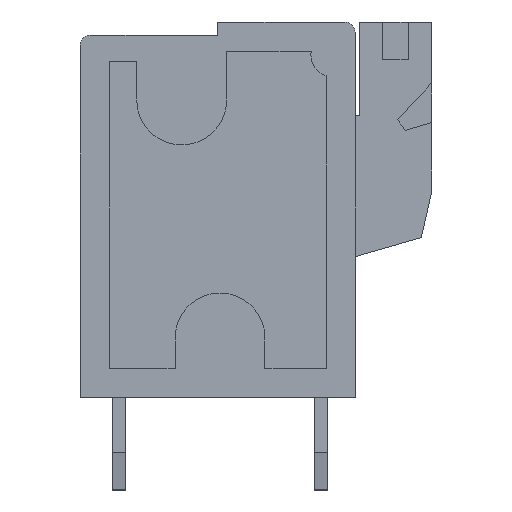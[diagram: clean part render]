
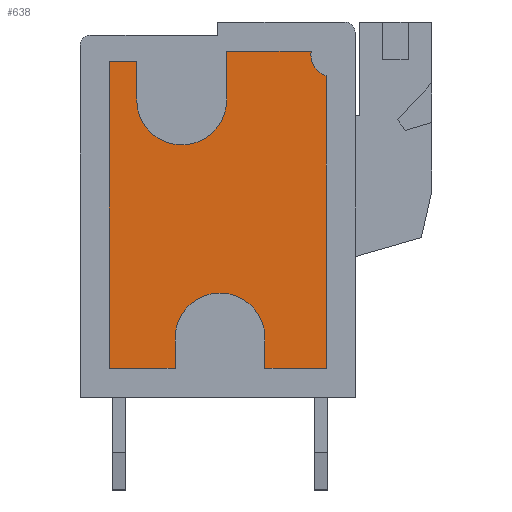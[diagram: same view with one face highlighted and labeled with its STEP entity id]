
A CAD part, left-side view. The second image highlights one B-rep face of the part: STEP entity #638.
In plain terms, the highlighted face is planar.
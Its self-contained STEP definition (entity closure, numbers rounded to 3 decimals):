
#638 = ADVANCED_FACE( '', ( #1244 ), #1245, .T. );
#1244 = FACE_OUTER_BOUND( '', #1871, .T. );
#1245 = PLANE( '', #1872 );
#1871 = EDGE_LOOP( '', ( #3163, #3164, #3165, #3166, #3167, #3168, #3169, #3170, #3171, #3172, #3173, #3174, #3175 ) );
#1872 = AXIS2_PLACEMENT_3D( '', #3176, #3177, #3178 );
#3163 = ORIENTED_EDGE( '', *, *, #4346, .F. );
#3164 = ORIENTED_EDGE( '', *, *, #4232, .F. );
#3165 = ORIENTED_EDGE( '', *, *, #4373, .F. );
#3166 = ORIENTED_EDGE( '', *, *, #4008, .F. );
#3167 = ORIENTED_EDGE( '', *, *, #4222, .F. );
#3168 = ORIENTED_EDGE( '', *, *, #4144, .F. );
#3169 = ORIENTED_EDGE( '', *, *, #4351, .F. );
#3170 = ORIENTED_EDGE( '', *, *, #4249, .F. );
#3171 = ORIENTED_EDGE( '', *, *, #4374, .F. );
#3172 = ORIENTED_EDGE( '', *, *, #4181, .F. );
#3173 = ORIENTED_EDGE( '', *, *, #4177, .F. );
#3174 = ORIENTED_EDGE( '', *, *, #4375, .F. );
#3175 = ORIENTED_EDGE( '', *, *, #4376, .F. );
#3176 = CARTESIAN_POINT( '', ( 0.54, -1.361, 4.15 ) );
#3177 = DIRECTION( '', ( 1., 0., 0. ) );
#3178 = DIRECTION( '', ( 0., 0., -1. ) );
#4008 = EDGE_CURVE( '', #4805, #4807, #4808, .T. );
#4144 = EDGE_CURVE( '', #5034, #5036, #5037, .T. );
#4177 = EDGE_CURVE( '', #5083, #5085, #5086, .T. );
#4181 = EDGE_CURVE( '', #5085, #5091, #5092, .T. );
#4222 = EDGE_CURVE( '', #5036, #4805, #5149, .T. );
#4232 = EDGE_CURVE( '', #5160, #5162, #5163, .T. );
#4249 = EDGE_CURVE( '', #5186, #5188, #5189, .T. );
#4346 = EDGE_CURVE( '', #5162, #5327, #5328, .T. );
#4351 = EDGE_CURVE( '', #5188, #5034, #5333, .T. );
#4373 = EDGE_CURVE( '', #4807, #5160, #5359, .T. );
#4374 = EDGE_CURVE( '', #5091, #5186, #5360, .T. );
#4375 = EDGE_CURVE( '', #5361, #5083, #5362, .T. );
#4376 = EDGE_CURVE( '', #5327, #5361, #5363, .T. );
#4805 = VERTEX_POINT( '', #5930 );
#4807 = VERTEX_POINT( '', #5933 );
#4808 = CIRCLE( '', #5934, 1.7 );
#5034 = VERTEX_POINT( '', #6256 );
#5036 = VERTEX_POINT( '', #6259 );
#5037 = LINE( '', #6260, #6261 );
#5083 = VERTEX_POINT( '', #6323 );
#5085 = VERTEX_POINT( '', #6326 );
#5086 = CIRCLE( '', #6327, 1.7 );
#5091 = VERTEX_POINT( '', #6334 );
#5092 = LINE( '', #6335, #6336 );
#5149 = LINE( '', #6418, #6419 );
#5160 = VERTEX_POINT( '', #6434 );
#5162 = VERTEX_POINT( '', #6437 );
#5163 = LINE( '', #6438, #6439 );
#5186 = VERTEX_POINT( '', #6472 );
#5188 = VERTEX_POINT( '', #6475 );
#5189 = CIRCLE( '', #6476, 0.825 );
#5327 = VERTEX_POINT( '', #6673 );
#5328 = LINE( '', #6674, #6675 );
#5333 = LINE( '', #6682, #6683 );
#5359 = LINE( '', #6722, #6723 );
#5360 = LINE( '', #6724, #6725 );
#5361 = VERTEX_POINT( '', #6726 );
#5362 = LINE( '', #6727, #6728 );
#5363 = LINE( '', #6729, #6730 );
#5930 = CARTESIAN_POINT( '', ( 0.54, 1.79, -4.85 ) );
#5933 = CARTESIAN_POINT( '', ( 0.54, -1.61, -4.85 ) );
#5934 = AXIS2_PLACEMENT_3D( '', #7105, #7106, #7107 );
#6256 = CARTESIAN_POINT( '', ( 0.54, 4.1, -6. ) );
#6259 = CARTESIAN_POINT( '', ( 0.54, 1.79, -6. ) );
#6260 = CARTESIAN_POINT( '', ( 0.54, 4.1, -6. ) );
#6261 = VECTOR( '', #7250, 1000. );
#6323 = CARTESIAN_POINT( '', ( 0.54, -3.061, 4.15 ) );
#6326 = CARTESIAN_POINT( '', ( 0.54, 0.339, 4.15 ) );
#6327 = AXIS2_PLACEMENT_3D( '', #7286, #7287, #7288 );
#6334 = CARTESIAN_POINT( '', ( 0.54, 0.339, 6. ) );
#6335 = CARTESIAN_POINT( '', ( 0.54, 0.339, 4.15 ) );
#6336 = VECTOR( '', #7291, 1000. );
#6418 = CARTESIAN_POINT( '', ( 0.54, 1.79, -6. ) );
#6419 = VECTOR( '', #7329, 1000. );
#6434 = CARTESIAN_POINT( '', ( 0.54, -1.61, -6. ) );
#6437 = CARTESIAN_POINT( '', ( 0.54, -4.1, -6. ) );
#6438 = CARTESIAN_POINT( '', ( 0.54, -1.61, -6. ) );
#6439 = VECTOR( '', #7338, 1000. );
#6472 = CARTESIAN_POINT( '', ( 0.54, 3.539, 6. ) );
#6475 = CARTESIAN_POINT( '', ( 0.54, 4.1, 5.064 ) );
#6476 = AXIS2_PLACEMENT_3D( '', #7353, #7354, #7355 );
#6673 = CARTESIAN_POINT( '', ( 0.54, -4.1, 5.6 ) );
#6674 = CARTESIAN_POINT( '', ( 0.54, -4.1, -6. ) );
#6675 = VECTOR( '', #7460, 1000. );
#6682 = CARTESIAN_POINT( '', ( 0.54, 4.1, 5.064 ) );
#6683 = VECTOR( '', #7463, 1000. );
#6722 = CARTESIAN_POINT( '', ( 0.54, -1.61, -4.85 ) );
#6723 = VECTOR( '', #7480, 1000. );
#6724 = CARTESIAN_POINT( '', ( 0.54, 0.339, 6. ) );
#6725 = VECTOR( '', #7481, 1000. );
#6726 = CARTESIAN_POINT( '', ( 0.54, -3.061, 5.6 ) );
#6727 = CARTESIAN_POINT( '', ( 0.54, -3.061, 5.6 ) );
#6728 = VECTOR( '', #7482, 1000. );
#6729 = CARTESIAN_POINT( '', ( 0.54, -4.1, 5.6 ) );
#6730 = VECTOR( '', #7483, 1000. );
#7105 = CARTESIAN_POINT( '', ( 0.54, 0.09, -4.85 ) );
#7106 = DIRECTION( '', ( 1., 0., 0. ) );
#7107 = DIRECTION( '', ( 0., 1., 0. ) );
#7250 = DIRECTION( '', ( 0., -1., 0. ) );
#7286 = CARTESIAN_POINT( '', ( 0.54, -1.361, 4.15 ) );
#7287 = DIRECTION( '', ( 1., 0., 0. ) );
#7288 = DIRECTION( '', ( 0., -1., 0. ) );
#7291 = DIRECTION( '', ( 0., 0., 1. ) );
#7329 = DIRECTION( '', ( 0., 0., 1. ) );
#7338 = DIRECTION( '', ( 0., -1., 0. ) );
#7353 = CARTESIAN_POINT( '', ( 0.54, 4.35, 5.85 ) );
#7354 = DIRECTION( '', ( 1., 0., 0. ) );
#7355 = DIRECTION( '', ( 0., 1., 0. ) );
#7460 = DIRECTION( '', ( 0., 0., 1. ) );
#7463 = DIRECTION( '', ( 0., 0., -1. ) );
#7480 = DIRECTION( '', ( 0., 0., -1. ) );
#7481 = DIRECTION( '', ( 0., 1., 0. ) );
#7482 = DIRECTION( '', ( 0., 0., -1. ) );
#7483 = DIRECTION( '', ( 0., 1., 0. ) );
